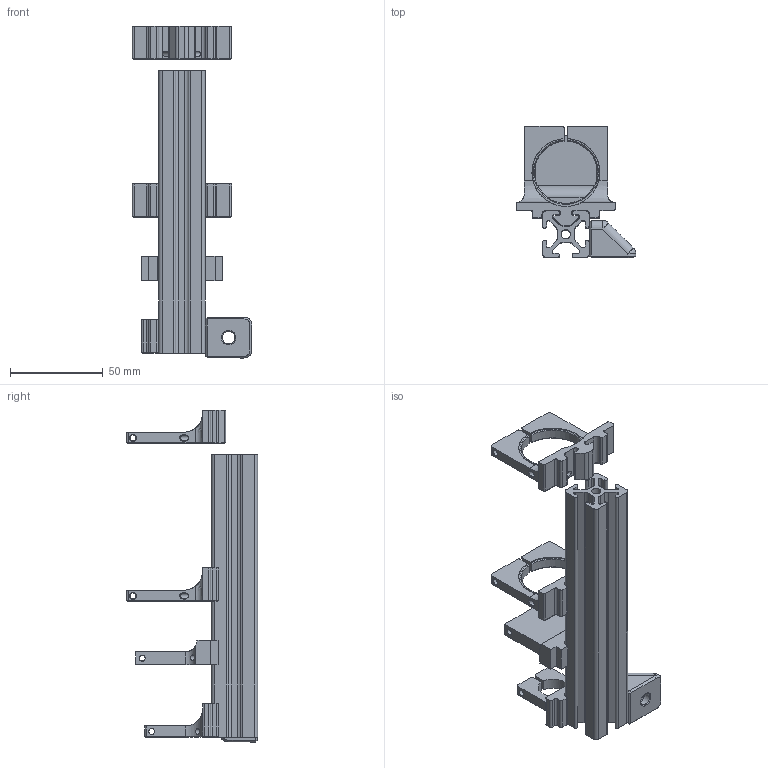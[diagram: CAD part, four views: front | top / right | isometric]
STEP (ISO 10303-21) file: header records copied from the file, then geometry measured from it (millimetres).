
FILE_DESCRIPTION(/* description */ (''),/* implementation_level */ '2;1');
FILE_NAME(/* name */ 'Example Assembly.step',/* time_stamp */ '2019-08-19T14:50:25-07:00',/* author */ (''),/* organization */ (''),/* preprocessor_version */ 'ST-DEVELOPER v18',/* originating_system */ 'Autodesk Translation Framework v8.6.0.1094',/* authorisation */ '');
FILE_SCHEMA (('AUTOMOTIVE_DESIGN { 1 0 10303 214 3 1 1 }'));
Length unit declared in the file: millimetre
Products named in the file (5): Blank_Block; M12 Camera Mount; extrusion; 25mm corner support_ARC_Rail_Modified; Blank_Holder
Assembly tree (5 placements, depth 2):
  Blank_Block
    M12 Camera Mount
    extrusion
    25mm corner support_ARC_Rail_Modified
    Blank_Holder  x2
Bounding box: 64.38 x 70.67 x 178.64 mm (x, y, z)
Volume: 92628.4 mm3; surface area: 60106.1 mm2
Topology: 6 solids, 6 shells, 565 faces, 1438 edges, 864 vertices
Faces by surface type: plane 262, cylinder 146, cone 96, bspline 61
Full cylindrical faces by diameter (mm): 3 x8, 3.175 x8, 5 x1, 6.8 x2
Entity records: 15699 total; most frequent: CARTESIAN_POINT 5042, ORIENTED_EDGE 2212, DIRECTION 2162, EDGE_CURVE 1106, AXIS2_PLACEMENT_3D 731, LINE 700, VECTOR 700, VERTEX_POINT 674
